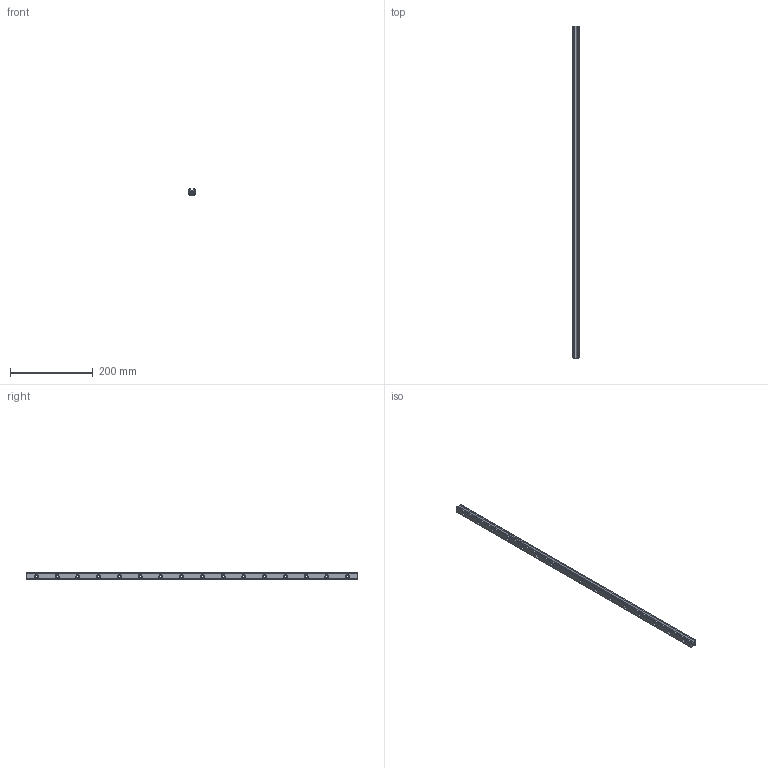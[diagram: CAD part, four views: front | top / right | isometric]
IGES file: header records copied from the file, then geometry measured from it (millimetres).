
Global section: file name: RSDE_6800_A.igs; native system: Unigraphics Version 17.0; preprocessor: UG/IGES Version 16.0; date: 021211.093300; units: millimetre
Bounding box: 15 x 800 x 14.9 mm (x, y, z)
Surface area: 55117.9 mm2 (no closed solid volume)
Topology: 0 solids, 0 shells, 100 faces, 1414 edges, 1359 vertices
Faces by surface type: revolution 58, extrusion 42
